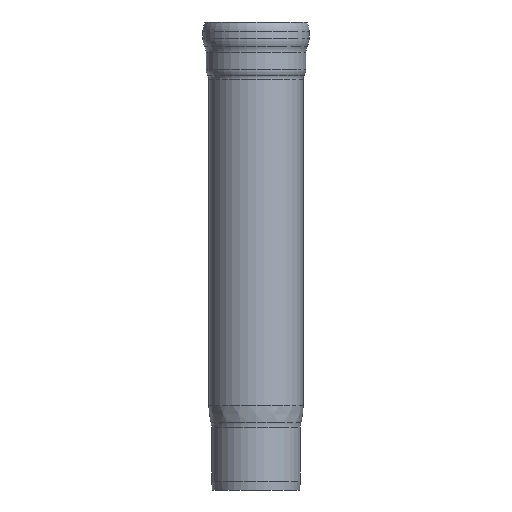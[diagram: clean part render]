
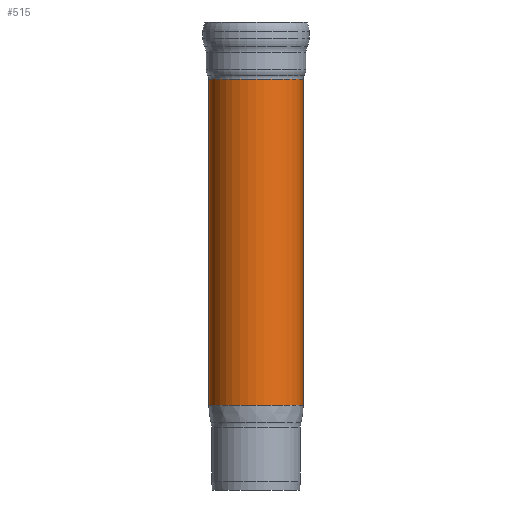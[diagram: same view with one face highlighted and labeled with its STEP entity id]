
A CAD part, front view. The second image highlights one B-rep face of the part: STEP entity #515.
In plain terms, the highlighted cylindrical face has radius 665 mm (diameter 1330 mm), a full revolution.
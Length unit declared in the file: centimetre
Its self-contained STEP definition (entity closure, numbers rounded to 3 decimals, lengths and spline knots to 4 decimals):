
#27=CYLINDRICAL_SURFACE('',#593,66.5);
#65=FACE_OUTER_BOUND('',#95,.T.);
#95=EDGE_LOOP('',(#439,#440,#441,#442,#443,#444));
#114=LINE('',#1003,#128);
#128=VECTOR('',#774,66.5);
#176=CIRCLE('',#590,66.5);
#178=CIRCLE('',#592,66.5);
#179=CIRCLE('',#594,66.5);
#180=CIRCLE('',#595,66.5);
#232=VERTEX_POINT('',#993);
#233=VERTEX_POINT('',#994);
#234=VERTEX_POINT('',#999);
#235=VERTEX_POINT('',#1000);
#302=EDGE_CURVE('',#232,#233,#176,.T.);
#304=EDGE_CURVE('',#233,#232,#178,.T.);
#305=EDGE_CURVE('',#234,#235,#179,.T.);
#306=EDGE_CURVE('',#235,#234,#180,.T.);
#307=EDGE_CURVE('',#235,#233,#114,.T.);
#439=ORIENTED_EDGE('',*,*,#305,.F.);
#440=ORIENTED_EDGE('',*,*,#306,.F.);
#441=ORIENTED_EDGE('',*,*,#307,.T.);
#442=ORIENTED_EDGE('',*,*,#304,.T.);
#443=ORIENTED_EDGE('',*,*,#302,.T.);
#444=ORIENTED_EDGE('',*,*,#307,.F.);
#515=ADVANCED_FACE('',(#65),#27,.T.);
#590=AXIS2_PLACEMENT_3D('',#995,#762,#763);
#592=AXIS2_PLACEMENT_3D('',#997,#766,#767);
#593=AXIS2_PLACEMENT_3D('',#998,#768,#769);
#594=AXIS2_PLACEMENT_3D('',#1001,#770,#771);
#595=AXIS2_PLACEMENT_3D('',#1002,#772,#773);
#762=DIRECTION('center_axis',(0.,0.,1.));
#763=DIRECTION('ref_axis',(1.,0.,0.));
#766=DIRECTION('center_axis',(0.,0.,1.));
#767=DIRECTION('ref_axis',(1.,0.,0.));
#768=DIRECTION('center_axis',(0.,0.,1.));
#769=DIRECTION('ref_axis',(-1.,0.,0.));
#770=DIRECTION('center_axis',(0.,0.,1.));
#771=DIRECTION('ref_axis',(1.,0.,0.));
#772=DIRECTION('center_axis',(0.,0.,1.));
#773=DIRECTION('ref_axis',(1.,0.,0.));
#774=DIRECTION('',(0.,0.,-1.));
#993=CARTESIAN_POINT('',(-368.3612,581.3679,-210.6061));
#994=CARTESIAN_POINT('',(-301.8612,514.8679,-210.6061));
#995=CARTESIAN_POINT('Origin',(-368.3612,514.8679,-210.6061));
#997=CARTESIAN_POINT('Origin',(-368.3612,514.8679,-210.6061));
#998=CARTESIAN_POINT('Origin',(-368.3612,514.8679,19.3602));
#999=CARTESIAN_POINT('',(-368.3612,581.3679,249.3266));
#1000=CARTESIAN_POINT('',(-301.8612,514.8679,249.3266));
#1001=CARTESIAN_POINT('Origin',(-368.3612,514.8679,249.3266));
#1002=CARTESIAN_POINT('Origin',(-368.3612,514.8679,249.3266));
#1003=CARTESIAN_POINT('',(-301.8612,514.8679,19.3602));
